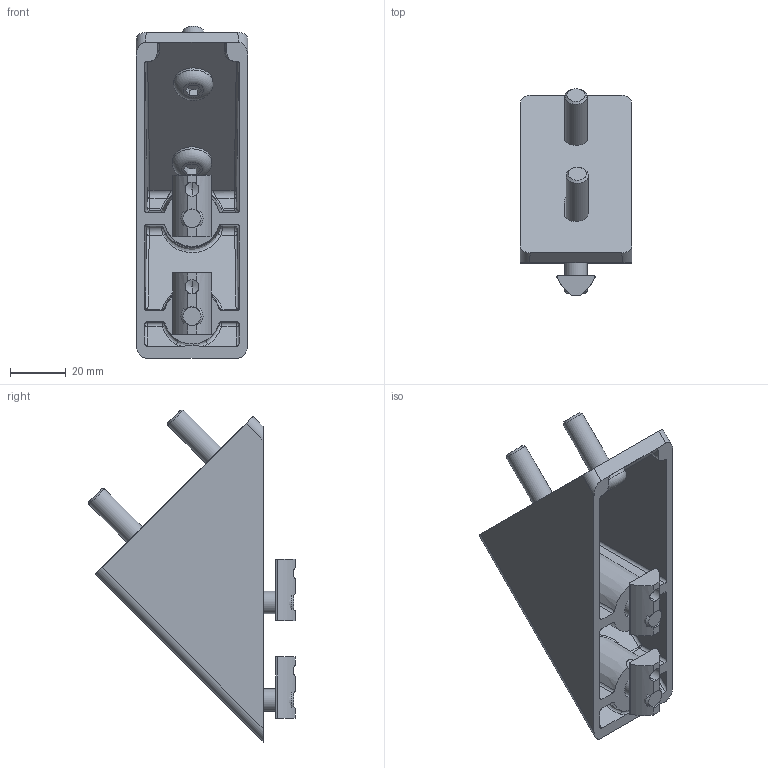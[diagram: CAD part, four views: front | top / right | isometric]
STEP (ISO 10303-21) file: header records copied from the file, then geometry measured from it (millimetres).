
FILE_DESCRIPTION(/* description */ (''),/* implementation_level */ '2;1');
FILE_NAME(/* name */ 'ZI-1363_Winkelverbindersatz_40x80_45°-8.stp',/* time_stamp */ '2020-07-20T12:18:36+02:00',/* author */ ('jmaun'),/* organization */ (''),/* preprocessor_version */ 'ST-DEVELOPER v17',/* originating_system */ 'Autodesk Inventor 2019',/* authorisation */ '');
FILE_SCHEMA (('AUTOMOTIVE_DESIGN { 1 0 10303 214 3 1 1 }'));
Length unit declared in the file: millimetre
Products named in the file (5): ZI-1363_Winkelverbindersatz_40x80_45°-8; ZI-1383_Winkelverbinder_4080_45-8; S-1325_Halbrundschraube_M8x16_ISO-7380; S-1340_Halbrundschraube_M8x25_ISO_7380; NI-1045_Nutenstein_M8_verzinkt-8
Assembly tree (7 placements, depth 2):
  ZI-1363_Winkelverbindersatz_40x80_45°-8
    ZI-1383_Winkelverbinder_4080_45-8
    S-1325_Halbrundschraube_M8x16_ISO-7380  x2
    S-1340_Halbrundschraube_M8x25_ISO_7380  x2
    NI-1045_Nutenstein_M8_verzinkt-8  x2
Bounding box: 40 x 73.89 x 118.96 mm (x, y, z)
Volume: 61903.5 mm3; surface area: 37181.6 mm2
Topology: 7 solids, 7 shells, 237 faces, 624 edges, 406 vertices
Faces by surface type: plane 90, cylinder 71, bspline 33, cone 23, sphere 10, torus 10
Full cylindrical faces by diameter (mm): 6.8 x2, 8 x6, 14 x4
Entity records: 8978 total; most frequent: CARTESIAN_POINT 4268, ORIENTED_EDGE 980, DIRECTION 933, EDGE_CURVE 490, AXIS2_PLACEMENT_3D 369, VERTEX_POINT 315, EDGE_LOOP 209, LINE 195
